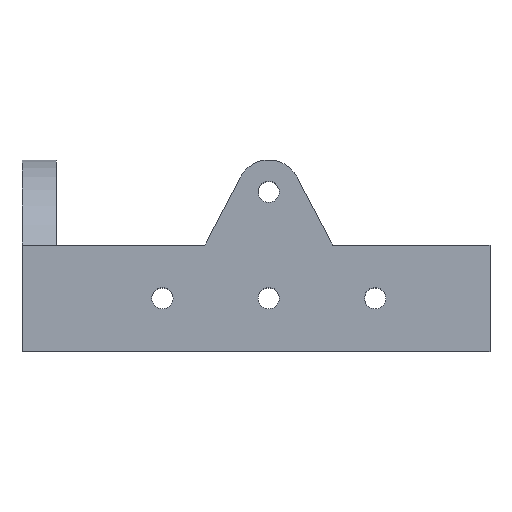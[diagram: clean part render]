
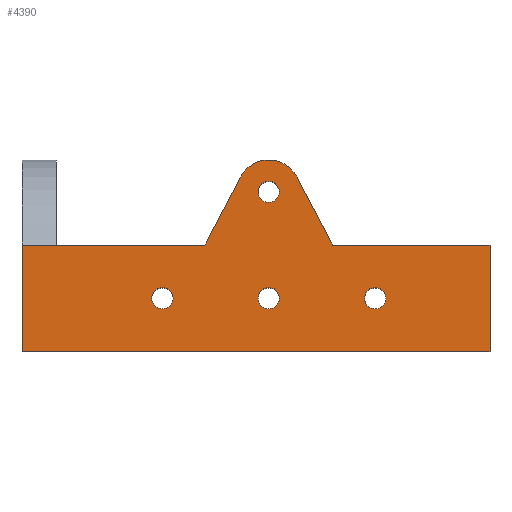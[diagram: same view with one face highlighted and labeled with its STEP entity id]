
A CAD part, top view. The second image highlights one B-rep face of the part: STEP entity #4390.
In plain terms, the highlighted planar face has unit normal (0, 0, 1).
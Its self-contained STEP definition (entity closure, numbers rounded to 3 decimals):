
#20 = EDGE_LOOP ( 'NONE', ( #1977, #2127 ) ) ;
#34 = VECTOR ( 'NONE', #1452, 1000. ) ;
#62 = EDGE_CURVE ( 'NONE', #843, #2935, #3237, .T. ) ;
#100 = ORIENTED_EDGE ( 'NONE', *, *, #1800, .T. ) ;
#203 = FACE_BOUND ( 'NONE', #3751, .T. ) ;
#310 = CARTESIAN_POINT ( 'NONE',  ( -17.311, -8.3, 148. ) ) ;
#393 = ORIENTED_EDGE ( 'NONE', *, *, #1729, .F. ) ;
#402 = CIRCLE ( 'NONE', #3926, 2.5 ) ;
#477 = AXIS2_PLACEMENT_3D ( 'NONE', #5715, #1481, #926 ) ;
#551 = CARTESIAN_POINT ( 'NONE',  ( 4.336, 7.675, 148. ) ) ;
#583 = AXIS2_PLACEMENT_3D ( 'NONE', #1335, #2261, #5541 ) ;
#614 = CARTESIAN_POINT ( 'NONE',  ( 22.689, -20.8, 148. ) ) ;
#629 = VERTEX_POINT ( 'NONE', #955 ) ;
#642 = DIRECTION ( 'NONE',  ( 0., 0., 1. ) ) ;
#692 = DIRECTION ( 'NONE',  ( 1., 0., 0. ) ) ;
#702 = CARTESIAN_POINT ( 'NONE',  ( 49.689, -33.3, 148. ) ) ;
#705 = EDGE_CURVE ( 'NONE', #3884, #2321, #3788, .T. ) ;
#728 = FACE_OUTER_BOUND ( 'NONE', #5546, .T. ) ;
#843 = VERTEX_POINT ( 'NONE', #5381 ) ;
#926 = DIRECTION ( 'NONE',  ( 1., 0., 0. ) ) ;
#931 = CARTESIAN_POINT ( 'NONE',  ( -2.311, 4.2, 148. ) ) ;
#955 = CARTESIAN_POINT ( 'NONE',  ( -60.311, -8.3, 148. ) ) ;
#975 = CARTESIAN_POINT ( 'NONE',  ( -60.311, -33.3, 148. ) ) ;
#987 = DIRECTION ( 'NONE',  ( 1., 0., 0. ) ) ;
#1099 = DIRECTION ( 'NONE',  ( 0., 0., -1. ) ) ;
#1167 = CIRCLE ( 'NONE', #2259, 2.5 ) ;
#1200 = VECTOR ( 'NONE', #3374, 1000. ) ;
#1305 = CARTESIAN_POINT ( 'NONE',  ( -8.957, 7.675, 148. ) ) ;
#1324 = VERTEX_POINT ( 'NONE', #5442 ) ;
#1335 = CARTESIAN_POINT ( 'NONE',  ( 22.689, -20.8, 148. ) ) ;
#1372 = CIRCLE ( 'NONE', #5982, 2.5 ) ;
#1412 = VECTOR ( 'NONE', #5861, 1000. ) ;
#1452 = DIRECTION ( 'NONE',  ( 0.463, -0.886, 0. ) ) ;
#1456 = ORIENTED_EDGE ( 'NONE', *, *, #62, .F. ) ;
#1481 = DIRECTION ( 'NONE',  ( 0., 0., 1. ) ) ;
#1486 = CARTESIAN_POINT ( 'NONE',  ( 12.689, -8.3, 148. ) ) ;
#1534 = DIRECTION ( 'NONE',  ( -1., 0., 0. ) ) ;
#1537 = ORIENTED_EDGE ( 'NONE', *, *, #5723, .F. ) ;
#1595 = DIRECTION ( 'NONE',  ( 0., 0., 1. ) ) ;
#1613 = EDGE_LOOP ( 'NONE', ( #3122, #5142 ) ) ;
#1615 = VERTEX_POINT ( 'NONE', #702 ) ;
#1656 = FACE_BOUND ( 'NONE', #1897, .T. ) ;
#1659 = LINE ( 'NONE', #3196, #3763 ) ;
#1660 = CIRCLE ( 'NONE', #5095, 2.5 ) ;
#1725 = DIRECTION ( 'NONE',  ( 0., -1., 0. ) ) ;
#1729 = EDGE_CURVE ( 'NONE', #2599, #1615, #5405, .T. ) ;
#1752 = EDGE_CURVE ( 'NONE', #4537, #2208, #3988, .T. ) ;
#1780 = AXIS2_PLACEMENT_3D ( 'NONE', #2937, #2512, #5369 ) ;
#1800 = EDGE_CURVE ( 'NONE', #629, #5718, #1659, .T. ) ;
#1897 = EDGE_LOOP ( 'NONE', ( #2147, #1537 ) ) ;
#1977 = ORIENTED_EDGE ( 'NONE', *, *, #3175, .F. ) ;
#1998 = VECTOR ( 'NONE', #4058, 1000. ) ;
#2025 = DIRECTION ( 'NONE',  ( 0., 0., 1. ) ) ;
#2089 = VERTEX_POINT ( 'NONE', #3052 ) ;
#2119 = FACE_BOUND ( 'NONE', #1613, .T. ) ;
#2127 = ORIENTED_EDGE ( 'NONE', *, *, #2358, .F. ) ;
#2147 = ORIENTED_EDGE ( 'NONE', *, *, #3193, .F. ) ;
#2208 = VERTEX_POINT ( 'NONE', #1305 ) ;
#2226 = CARTESIAN_POINT ( 'NONE',  ( 49.689, -8.3, 148. ) ) ;
#2259 = AXIS2_PLACEMENT_3D ( 'NONE', #931, #2801, #987 ) ;
#2261 = DIRECTION ( 'NONE',  ( 0., 0., 1. ) ) ;
#2275 = CARTESIAN_POINT ( 'NONE',  ( -17.311, -8.3, 148. ) ) ;
#2321 = VERTEX_POINT ( 'NONE', #1486 ) ;
#2358 = EDGE_CURVE ( 'NONE', #2089, #3683, #1167, .T. ) ;
#2436 = CARTESIAN_POINT ( 'NONE',  ( -24.811, -20.8, 148. ) ) ;
#2483 = DIRECTION ( 'NONE',  ( 1., 0., 0. ) ) ;
#2487 = CARTESIAN_POINT ( 'NONE',  ( -27.311, -20.8, 148. ) ) ;
#2512 = DIRECTION ( 'NONE',  ( 0., 0., 1. ) ) ;
#2599 = VERTEX_POINT ( 'NONE', #2226 ) ;
#2618 = EDGE_CURVE ( 'NONE', #629, #4537, #5964, .T. ) ;
#2698 = EDGE_CURVE ( 'NONE', #5969, #4687, #4009, .T. ) ;
#2801 = DIRECTION ( 'NONE',  ( 0., 0., 1. ) ) ;
#2805 = EDGE_CURVE ( 'NONE', #2935, #843, #1660, .T. ) ;
#2935 = VERTEX_POINT ( 'NONE', #5957 ) ;
#2937 = CARTESIAN_POINT ( 'NONE',  ( -2.311, -20.8, 148. ) ) ;
#2938 = DIRECTION ( 'NONE',  ( 1., 0., 0. ) ) ;
#2965 = AXIS2_PLACEMENT_3D ( 'NONE', #4942, #1099, #1534 ) ;
#2968 = CARTESIAN_POINT ( 'NONE',  ( -2.311, -20.8, 148. ) ) ;
#2971 = CARTESIAN_POINT ( 'NONE',  ( -2.311, 4.2, 148. ) ) ;
#3038 = DIRECTION ( 'NONE',  ( 0., 0., 1. ) ) ;
#3052 = CARTESIAN_POINT ( 'NONE',  ( -4.811, 4.2, 148. ) ) ;
#3068 = CARTESIAN_POINT ( 'NONE',  ( 49.689, 11.7, 148. ) ) ;
#3122 = ORIENTED_EDGE ( 'NONE', *, *, #2698, .F. ) ;
#3128 = CARTESIAN_POINT ( 'NONE',  ( -17.311, -8.3, 148. ) ) ;
#3175 = EDGE_CURVE ( 'NONE', #3683, #2089, #402, .T. ) ;
#3193 = EDGE_CURVE ( 'NONE', #4601, #1324, #6086, .T. ) ;
#3196 = CARTESIAN_POINT ( 'NONE',  ( -60.311, 11.7, 148. ) ) ;
#3237 = CIRCLE ( 'NONE', #583, 2.5 ) ;
#3265 = AXIS2_PLACEMENT_3D ( 'NONE', #2971, #4877, #2938 ) ;
#3374 = DIRECTION ( 'NONE',  ( 1., 0., 0. ) ) ;
#3402 = DIRECTION ( 'NONE',  ( 1., 0., 0. ) ) ;
#3435 = ORIENTED_EDGE ( 'NONE', *, *, #705, .F. ) ;
#3632 = AXIS2_PLACEMENT_3D ( 'NONE', #2487, #642, #3402 ) ;
#3683 = VERTEX_POINT ( 'NONE', #3916 ) ;
#3751 = EDGE_LOOP ( 'NONE', ( #1456, #3774 ) ) ;
#3763 = VECTOR ( 'NONE', #1725, 1000. ) ;
#3774 = ORIENTED_EDGE ( 'NONE', *, *, #2805, .F. ) ;
#3788 = LINE ( 'NONE', #5657, #34 ) ;
#3884 = VERTEX_POINT ( 'NONE', #551 ) ;
#3915 = ORIENTED_EDGE ( 'NONE', *, *, #2618, .F. ) ;
#3916 = CARTESIAN_POINT ( 'NONE',  ( 0.189, 4.2, 148. ) ) ;
#3926 = AXIS2_PLACEMENT_3D ( 'NONE', #5342, #2025, #2483 ) ;
#3988 = LINE ( 'NONE', #3128, #1412 ) ;
#4009 = CIRCLE ( 'NONE', #477, 2.5 ) ;
#4058 = DIRECTION ( 'NONE',  ( 0., -1., 0. ) ) ;
#4074 = ORIENTED_EDGE ( 'NONE', *, *, #5743, .F. ) ;
#4121 = VECTOR ( 'NONE', #4903, 1000. ) ;
#4359 = EDGE_CURVE ( 'NONE', #5718, #1615, #5185, .T. ) ;
#4386 = ORIENTED_EDGE ( 'NONE', *, *, #4359, .T. ) ;
#4390 = ADVANCED_FACE ( 'NONE', ( #4852, #1656, #2119, #203, #728 ), #5371, .F. ) ;
#4393 = EDGE_CURVE ( 'NONE', #2208, #3884, #5908, .T. ) ;
#4478 = LINE ( 'NONE', #4848, #4121 ) ;
#4506 = VECTOR ( 'NONE', #5470, 1000. ) ;
#4537 = VERTEX_POINT ( 'NONE', #2275 ) ;
#4601 = VERTEX_POINT ( 'NONE', #5004 ) ;
#4678 = ORIENTED_EDGE ( 'NONE', *, *, #4393, .F. ) ;
#4687 = VERTEX_POINT ( 'NONE', #5155 ) ;
#4848 = CARTESIAN_POINT ( 'NONE',  ( 49.689, -8.3, 148. ) ) ;
#4852 = FACE_BOUND ( 'NONE', #20, .T. ) ;
#4877 = DIRECTION ( 'NONE',  ( 0., 0., -1. ) ) ;
#4903 = DIRECTION ( 'NONE',  ( 1., 0., 0. ) ) ;
#4942 = CARTESIAN_POINT ( 'NONE',  ( -60.311, 11.7, 148. ) ) ;
#5004 = CARTESIAN_POINT ( 'NONE',  ( 0.189, -20.8, 148. ) ) ;
#5039 = ORIENTED_EDGE ( 'NONE', *, *, #1752, .F. ) ;
#5095 = AXIS2_PLACEMENT_3D ( 'NONE', #614, #3038, #5317 ) ;
#5142 = ORIENTED_EDGE ( 'NONE', *, *, #5144, .F. ) ;
#5144 = EDGE_CURVE ( 'NONE', #4687, #5969, #5689, .T. ) ;
#5155 = CARTESIAN_POINT ( 'NONE',  ( -29.811, -20.8, 148. ) ) ;
#5185 = LINE ( 'NONE', #975, #1200 ) ;
#5317 = DIRECTION ( 'NONE',  ( 1., 0., 0. ) ) ;
#5342 = CARTESIAN_POINT ( 'NONE',  ( -2.311, 4.2, 148. ) ) ;
#5369 = DIRECTION ( 'NONE',  ( 1., 0., 0. ) ) ;
#5371 = PLANE ( 'NONE',  #2965 ) ;
#5381 = CARTESIAN_POINT ( 'NONE',  ( 25.189, -20.8, 148. ) ) ;
#5405 = LINE ( 'NONE', #3068, #1998 ) ;
#5442 = CARTESIAN_POINT ( 'NONE',  ( -4.811, -20.8, 148. ) ) ;
#5470 = DIRECTION ( 'NONE',  ( 1., 0., 0. ) ) ;
#5541 = DIRECTION ( 'NONE',  ( 1., 0., 0. ) ) ;
#5546 = EDGE_LOOP ( 'NONE', ( #3915, #100, #4386, #393, #4074, #3435, #4678, #5039 ) ) ;
#5657 = CARTESIAN_POINT ( 'NONE',  ( 12.689, -8.3, 148. ) ) ;
#5689 = CIRCLE ( 'NONE', #3632, 2.5 ) ;
#5715 = CARTESIAN_POINT ( 'NONE',  ( -27.311, -20.8, 148. ) ) ;
#5718 = VERTEX_POINT ( 'NONE', #5883 ) ;
#5723 = EDGE_CURVE ( 'NONE', #1324, #4601, #1372, .T. ) ;
#5743 = EDGE_CURVE ( 'NONE', #2321, #2599, #4478, .T. ) ;
#5861 = DIRECTION ( 'NONE',  ( 0.463, 0.886, 0. ) ) ;
#5883 = CARTESIAN_POINT ( 'NONE',  ( -60.311, -33.3, 148. ) ) ;
#5908 = CIRCLE ( 'NONE', #3265, 7.5 ) ;
#5957 = CARTESIAN_POINT ( 'NONE',  ( 20.189, -20.8, 148. ) ) ;
#5964 = LINE ( 'NONE', #310, #4506 ) ;
#5969 = VERTEX_POINT ( 'NONE', #2436 ) ;
#5982 = AXIS2_PLACEMENT_3D ( 'NONE', #2968, #1595, #692 ) ;
#6086 = CIRCLE ( 'NONE', #1780, 2.5 ) ;
